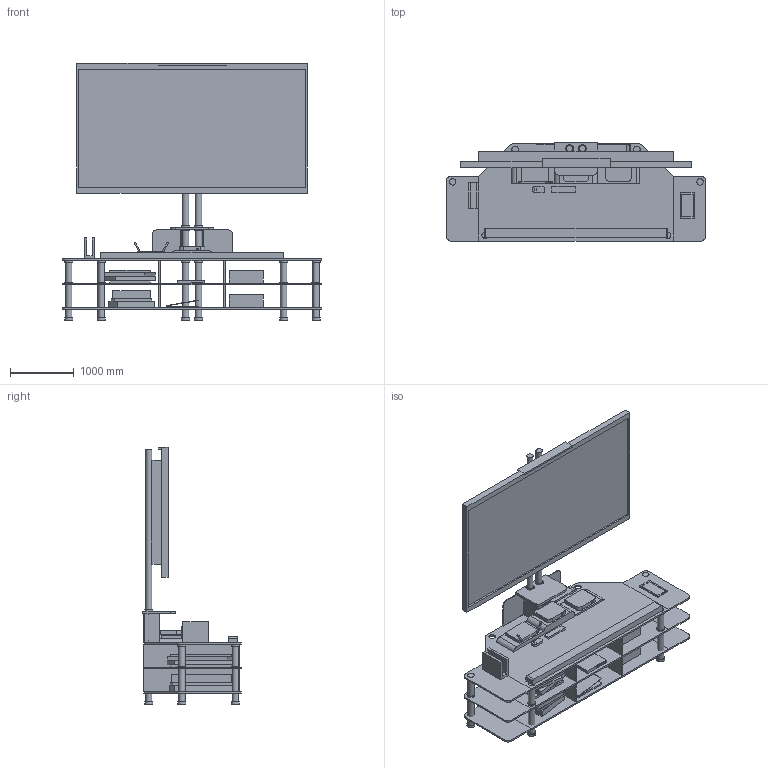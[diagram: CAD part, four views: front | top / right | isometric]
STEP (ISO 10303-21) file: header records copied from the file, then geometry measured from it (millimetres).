
FILE_DESCRIPTION(/* description */ ('STEP AP242','CAx-IF Rec.Pracs.---Representation and Presentation of Product Manufacturing Information (PMI)---4.0---2014-10-13','CAx-IF Rec.Pracs.---3D Tessellated Geometry---0.4---2014-09-14','2;1'),/* implementation_level */ '2;1');
FILE_NAME(/* name */ '6686dd92fd6ad26eac4c3466',/* time_stamp */ '2024-07-04T17:36:20Z',/* author */ (''),/* organization */ (''),/* preprocessor_version */ 'ST-DEVELOPER v20',/* originating_system */ ' ',/* authorisation */ ' ');
FILE_SCHEMA (('AP242_MANAGED_MODEL_BASED_3D_ENGINEERING_MIM_LF { 1 0 10303 442 1 1 4 }'));
Length unit declared in the file: metre
Products named in the file (70): Part 66; Part 47; Part 38; Part 44; Part 42; Part 40; Part 39; Part 37; Part 36; Part 34; Part 32; Part 27; Part 31; Part 33; Part 30; Part 35; Part 28; Part 25; Part 29; Part 26; Part 21; Part 22; Part 11; Part 13; Part 12; Part 8; Part 3; Part 4; Part 7; Part 9; Part 1; Part 2; Part 6; Part 5; Part 48; Part 49; Part 50; Part 53; Part 51; Part 52 ...
Bounding box: 4064 x 1537.96 x 4028.2 mm (x, y, z)
Volume: 2578110984.9 mm3; surface area: 93600822.1 mm2
Topology: 70 solids, 70 shells, 458 faces, 936 edges, 624 vertices
Faces by surface type: plane 353, cylinder 102, cone 3
Full cylindrical faces by diameter (mm): 7.62 x1, 25.4 x2, 101.6 x30, 127 x22
Entity records: 13520 total; most frequent: DIRECTION 2132, CARTESIAN_POINT 2021, ORIENTED_EDGE 1744, EDGE_CURVE 872, AXIS2_PLACEMENT_3D 732, LINE 668, VECTOR 668, VERTEX_POINT 621
